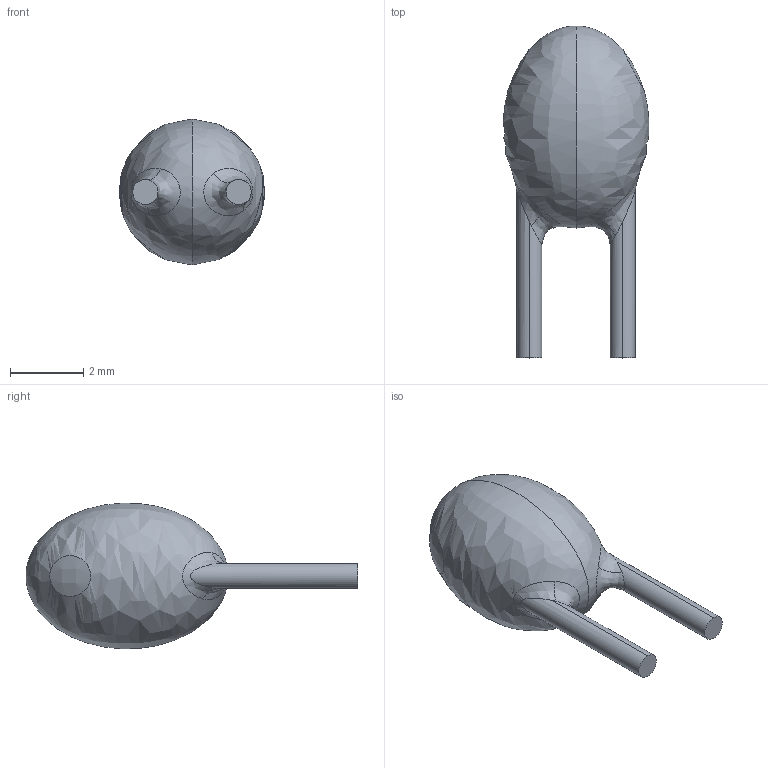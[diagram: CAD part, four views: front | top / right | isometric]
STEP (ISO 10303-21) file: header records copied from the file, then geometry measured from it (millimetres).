
FILE_DESCRIPTION (( 'STEP AP214' ), '1' );
FILE_NAME ('User Library-tant100spacing.STEP', '2015-05-12T06:04:20', ( 'Windows User' ), ( '' ), 'SwSTEP 2.0', 'SolidWorks 2015', '' );
FILE_SCHEMA (( 'AUTOMOTIVE_DESIGN' ));
Length unit declared in the file: millimetre
Products named in the file (1): User Library-tant100spacing
Bounding box: 3.96 x 9.04 x 3.97 mm (x, y, z)
Volume: 48.7 mm3; surface area: 79.8 mm2
Topology: 1 solids, 1 shells, 14 faces, 34 edges, 22 vertices
Faces by surface type: bspline 8, cylinder 4, plane 2
Entity records: 911 total; most frequent: CARTESIAN_POINT 536, ORIENTED_EDGE 60, DIRECTION 34, EDGE_CURVE 30, VERTEX_POINT 22, EDGE_LOOP 18, B_SPLINE_CURVE_WITH_KNOTS 16, AXIS2_PLACEMENT_3D 15
